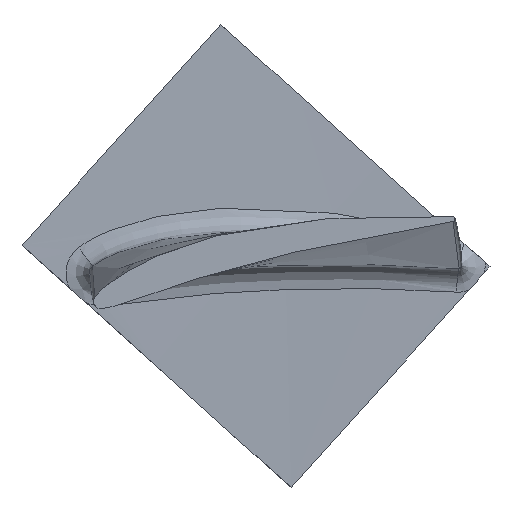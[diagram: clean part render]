
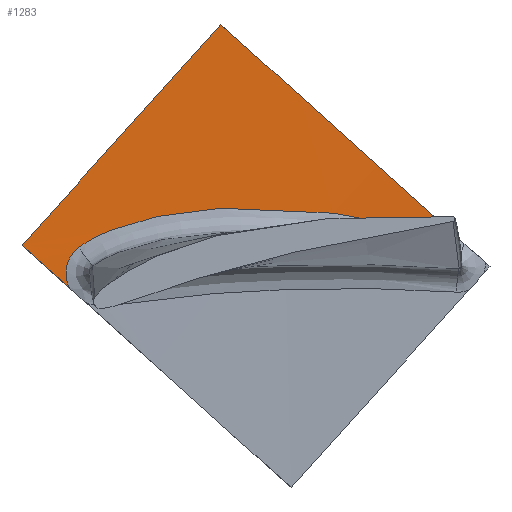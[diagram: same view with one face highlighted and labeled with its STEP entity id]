
A CAD part, top view. The second image highlights one B-rep face of the part: STEP entity #1283.
In plain terms, the highlighted cylindrical face has radius 753.186 mm (diameter 1506.37 mm), a partial arc.
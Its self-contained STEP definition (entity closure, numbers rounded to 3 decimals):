
#879 = VERTEX_POINT('',#880);
#880 = CARTESIAN_POINT('',(-66.15,8.495,46.186));
#886 = EDGE_CURVE('',#887,#879,#889,.T.);
#887 = VERTEX_POINT('',#888);
#888 = CARTESIAN_POINT('',(-5.929,75.378,46.186));
#889 = LINE('',#890,#891);
#890 = CARTESIAN_POINT('',(-36.04,41.937,46.186));
#891 = VECTOR('',#892,1.);
#892 = DIRECTION('',(-0.669,-0.743,0.));
#956 = VERTEX_POINT('',#957);
#957 = CARTESIAN_POINT('',(-51.713,-4.504,47.352)
  );
#971 = EDGE_CURVE('',#956,#879,#972,.T.);
#972 = CIRCLE('',#973,753.186);
#973 = AXIS2_PLACEMENT_3D('',#974,#975,#976);
#974 = CARTESIAN_POINT('',(-25.394,-28.202,-705.));
#975 = DIRECTION('',(-0.669,-0.743,-0.));
#976 = DIRECTION('',(-0.743,0.669,0.));
#1257 = EDGE_CURVE('',#1258,#887,#1260,.T.);
#1258 = VERTEX_POINT('',#1259);
#1259 = CARTESIAN_POINT('',(65.203,11.331,47.076)
  );
#1260 = CIRCLE('',#1261,753.186);
#1261 = AXIS2_PLACEMENT_3D('',#1262,#1263,#1264);
#1262 = CARTESIAN_POINT('',(34.828,38.681,-705.));
#1263 = DIRECTION('',(-0.669,-0.743,-0.));
#1264 = DIRECTION('',(-0.743,0.669,0.));
#1283 = ADVANCED_FACE('',(#1284),#1354,.T.);
#1284 = FACE_BOUND('',#1285,.T.);
#1285 = EDGE_LOOP('',(#1286,#1287,#1288,#1289,#1300));
#1286 = ORIENTED_EDGE('',*,*,#1257,.T.);
#1287 = ORIENTED_EDGE('',*,*,#886,.T.);
#1288 = ORIENTED_EDGE('',*,*,#971,.F.);
#1289 = ORIENTED_EDGE('',*,*,#1290,.F.);
#1290 = EDGE_CURVE('',#1291,#956,#1293,.T.);
#1291 = VERTEX_POINT('',#1292);
#1292 = CARTESIAN_POINT('',(-48.959,7.81,47.035));
#1293 = B_SPLINE_CURVE_WITH_KNOTS('',5,(#1294,#1295,#1296,#1297,#1298,
    #1299),.UNSPECIFIED.,.F.,.F.,(6,6),(23.688,28.389),
  .PIECEWISE_BEZIER_KNOTS.);
#1294 = CARTESIAN_POINT('',(-48.959,7.81,47.035));
#1295 = CARTESIAN_POINT('',(-51.141,6.141,47.007)
  );
#1296 = CARTESIAN_POINT('',(-52.744,3.709,47.031)
  );
#1297 = CARTESIAN_POINT('',(-53.39,0.791,47.116)
  );
#1298 = CARTESIAN_POINT('',(-52.98,-2.079,47.232)
  );
#1299 = CARTESIAN_POINT('',(-51.713,-4.504,47.352)
  );
#1300 = ORIENTED_EDGE('',*,*,#1301,.F.);
#1301 = EDGE_CURVE('',#1258,#1291,#1302,.T.);
#1302 = B_SPLINE_CURVE_WITH_KNOTS('',5,(#1303,#1304,#1305,#1306,#1307,
    #1308,#1309,#1310,#1311,#1312,#1313,#1314,#1315,#1316,#1317,#1318,
    #1319,#1320,#1321,#1322,#1323,#1324,#1325,#1326,#1327,#1328,#1329,
    #1330,#1331,#1332,#1333,#1334,#1335,#1336,#1337,#1338,#1339,#1340,
    #1341,#1342,#1343,#1344,#1345,#1346,#1347,#1348,#1349,#1350,#1351,
    #1352,#1353),.UNSPECIFIED.,.F.,.F.,(6,3,3,3,3,3,3,3,3,3,3,3,3,3,3,3,
    6),(18.856,30.7,39.542,42.969,
    44.679,46.393,49.443,52.491,58.166,
    61.676,63.431,65.186,69.647,71.314
    ,71.974,72.304,72.634),.UNSPECIFIED.);
#1303 = CARTESIAN_POINT('',(65.203,11.331,47.076)
  );
#1304 = CARTESIAN_POINT('',(60.294,12.596,47.32));
#1305 = CARTESIAN_POINT('',(55.353,13.745,47.528)
  );
#1306 = CARTESIAN_POINT('',(50.382,14.778,47.7)
  );
#1307 = CARTESIAN_POINT('',(41.672,16.387,47.943)
  );
#1308 = CARTESIAN_POINT('',(32.898,17.645,48.089)
  );
#1309 = CARTESIAN_POINT('',(29.139,18.118,48.135)
  );
#1310 = CARTESIAN_POINT('',(23.909,18.685,48.175));
#1311 = CARTESIAN_POINT('',(18.664,19.118,48.186)
  );
#1312 = CARTESIAN_POINT('',(17.197,19.229,48.187)
  );
#1313 = CARTESIAN_POINT('',(14.998,19.379,48.185)
  );
#1314 = CARTESIAN_POINT('',(12.796,19.504,48.178)
  );
#1315 = CARTESIAN_POINT('',(12.055,19.544,48.175)
  );
#1316 = CARTESIAN_POINT('',(10.587,19.617,48.168)
  );
#1317 = CARTESIAN_POINT('',(9.121,19.679,48.159)
  );
#1318 = CARTESIAN_POINT('',(8.387,19.708,48.154)
  );
#1319 = CARTESIAN_POINT('',(6.344,19.78,48.138)
  );
#1320 = CARTESIAN_POINT('',(4.297,19.832,48.119)
  );
#1321 = CARTESIAN_POINT('',(2.982,19.855,48.105)
  );
#1322 = CARTESIAN_POINT('',(0.345,19.877,48.074)
  );
#1323 = CARTESIAN_POINT('',(-2.303,19.841,48.037
    ));
#1324 = CARTESIAN_POINT('',(-3.635,19.807,48.017)
  );
#1325 = CARTESIAN_POINT('',(-7.432,19.661,47.957)
  );
#1326 = CARTESIAN_POINT('',(-11.227,19.37,47.887
    ));
#1327 = CARTESIAN_POINT('',(-13.685,19.12,47.838)
  );
#1328 = CARTESIAN_POINT('',(-17.669,18.615,47.754
    ));
#1329 = CARTESIAN_POINT('',(-21.628,17.937,47.663)
  );
#1330 = CARTESIAN_POINT('',(-23.138,17.653,47.628
    ));
#1331 = CARTESIAN_POINT('',(-25.399,17.185,47.574
    ));
#1332 = CARTESIAN_POINT('',(-27.65,16.654,47.519
    ));
#1333 = CARTESIAN_POINT('',(-28.4,16.47,47.5
    ));
#1334 = CARTESIAN_POINT('',(-29.895,16.086,47.463
    ));
#1335 = CARTESIAN_POINT('',(-31.384,15.672,47.427));
#1336 = CARTESIAN_POINT('',(-32.13,15.456,47.408)
  );
#1337 = CARTESIAN_POINT('',(-34.741,14.673,47.343)
  );
#1338 = CARTESIAN_POINT('',(-37.375,13.776,47.277)
  );
#1339 = CARTESIAN_POINT('',(-39.229,13.06,47.233)
  );
#1340 = CARTESIAN_POINT('',(-41.753,12.006,47.172)
  );
#1341 = CARTESIAN_POINT('',(-44.265,10.757,47.118)
  );
#1342 = CARTESIAN_POINT('',(-44.956,10.396,47.103)
  );
#1343 = CARTESIAN_POINT('',(-45.917,9.858,47.084)
  );
#1344 = CARTESIAN_POINT('',(-46.866,9.27,47.067)
  );
#1345 = CARTESIAN_POINT('',(-47.134,9.099,47.063));
#1346 = CARTESIAN_POINT('',(-47.533,8.836,47.056)
  );
#1347 = CARTESIAN_POINT('',(-47.927,8.564,47.05)
  );
#1348 = CARTESIAN_POINT('',(-48.058,8.473,47.048)
  );
#1349 = CARTESIAN_POINT('',(-48.319,8.287,47.044));
#1350 = CARTESIAN_POINT('',(-48.577,8.099,47.04)
  );
#1351 = CARTESIAN_POINT('',(-48.703,8.005,47.039)
  );
#1352 = CARTESIAN_POINT('',(-48.833,7.907,47.037)
  );
#1353 = CARTESIAN_POINT('',(-48.959,7.81,47.035)
  );
#1354 = CYLINDRICAL_SURFACE('',#1355,753.186);
#1355 = AXIS2_PLACEMENT_3D('',#1356,#1357,#1358);
#1356 = CARTESIAN_POINT('',(4.717,5.239,-705.));
#1357 = DIRECTION('',(-0.669,-0.743,0.));
#1358 = DIRECTION('',(0.129,-0.116,0.985));
